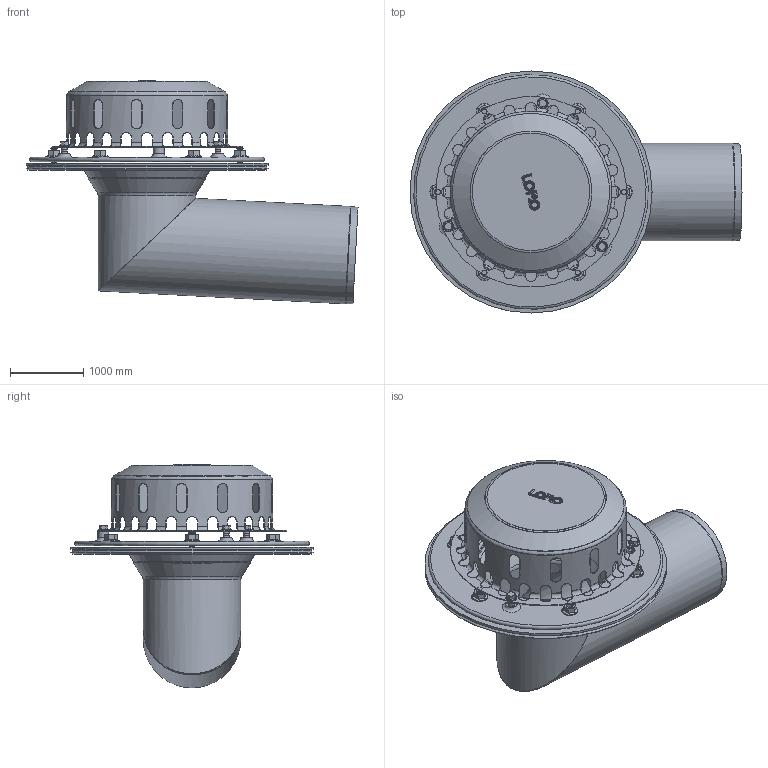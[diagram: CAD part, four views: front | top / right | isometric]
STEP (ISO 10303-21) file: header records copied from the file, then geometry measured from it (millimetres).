
FILE_DESCRIPTION(/* description */ (''),/* implementation_level */ '2;1');
FILE_NAME(/* name */ '21514.125X_3D.stp',/* time_stamp */ '2024-12-12T08:43:40+01:00',/* author */ ('CAD'),/* organization */ (''),/* preprocessor_version */ 'ST-DEVELOPER v20',/* originating_system */ 'AutoCAD Mechanical',/* authorisation */ '');
FILE_SCHEMA (('AUTOMOTIVE_DESIGN { 1 0 10303 214 3 1 1 }'));
Length unit declared in the file: centimetre
Products named in the file (2): Product; *S0
Assembly tree (1 placements, depth 2):
  Product
    *S0
Bounding box: 4526.54 x 3300 x 3050.22 mm (x, y, z)
Volume: 1041106826.8 mm3; surface area: 89679117.5 mm2
Topology: 24 solids, 24 shells, 777 faces, 1953 edges, 1207 vertices
Faces by surface type: cone 260, plane 232, cylinder 178, torus 101, sphere 3, bspline 3
Full cylindrical faces by diameter (mm): 60 x3, 70 x12, 80 x21, 83.76 x6, 105 x2, 140 x6, 160 x6, 1300 x2, 1330 x2, 1900 x1, 2180 x1, 2200 x1, 2600 x1, 3300 x1
Entity records: 29199 total; most frequent: CARTESIAN_POINT 10636, ORIENTED_EDGE 3896, DIRECTION 3814, EDGE_CURVE 1948, AXIS2_PLACEMENT_3D 1550, VERTEX_POINT 1207, EDGE_LOOP 901, FACE_OUTER_BOUND 777
